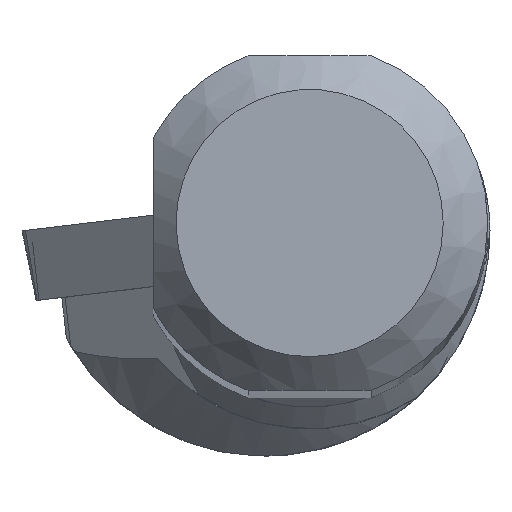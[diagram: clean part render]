
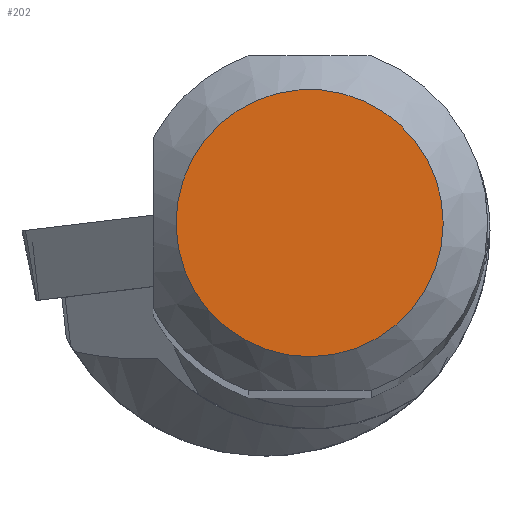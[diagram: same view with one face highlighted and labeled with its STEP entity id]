
A CAD part, top view. The second image highlights one B-rep face of the part: STEP entity #202.
In plain terms, the highlighted planar face has unit normal (0, 0, 1).
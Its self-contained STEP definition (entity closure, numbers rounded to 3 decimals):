
#156=FACE_OUTER_BOUND('',#412,.T.);
#202=ADVANCED_FACE('',(#156),#234,.T.);
#234=PLANE('',#1083);
#412=EDGE_LOOP('',(#589));
#589=ORIENTED_EDGE('',*,*,#869,.T.);
#761=VERTEX_POINT('',#1779);
#869=EDGE_CURVE('',#761,#761,#920,.T.);
#920=CIRCLE('',#1082,5.993);
#1082=AXIS2_PLACEMENT_3D('',#1778,#1302,#1303);
#1083=AXIS2_PLACEMENT_3D('',#1780,#1304,#1305);
#1302=DIRECTION('',(0.,0.,1.));
#1303=DIRECTION('',(1.,0.,0.));
#1304=DIRECTION('',(0.,0.,1.));
#1305=DIRECTION('',(1.,0.,0.));
#1778=CARTESIAN_POINT('',(0.,0.,0.));
#1779=CARTESIAN_POINT('',(5.993,0.,0.));
#1780=CARTESIAN_POINT('',(0.,0.,
0.));
